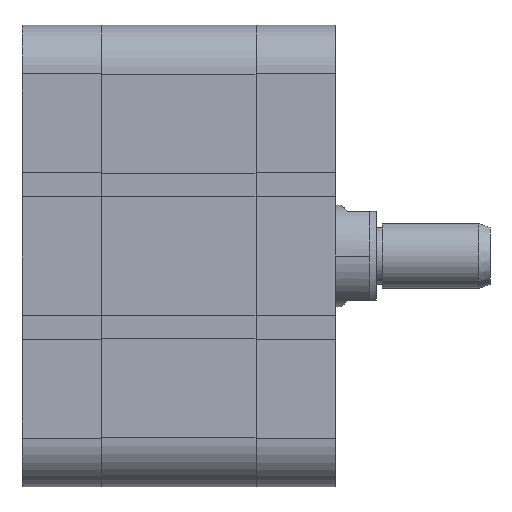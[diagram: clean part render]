
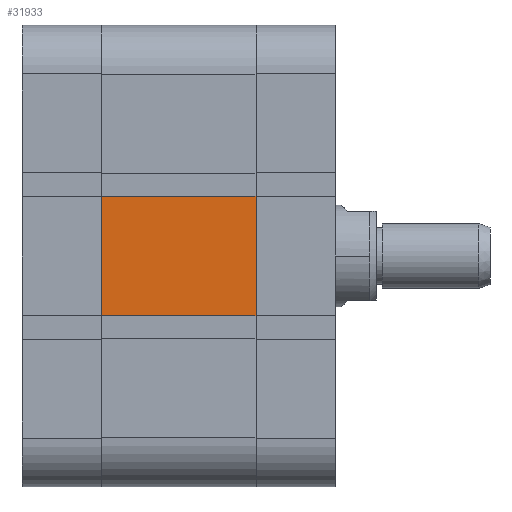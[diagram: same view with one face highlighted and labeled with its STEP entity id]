
A CAD part, front view. The second image highlights one B-rep face of the part: STEP entity #31933.
In plain terms, the highlighted planar face has unit normal (0, -1, 0).
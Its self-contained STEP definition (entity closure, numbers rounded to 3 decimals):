
#157 = VERTEX_POINT ( 'NONE', #7833 ) ;
#377 = EDGE_CURVE ( 'NONE', #1517, #157, #20780, .T. ) ;
#555 = LINE ( 'NONE', #34795, #23887 ) ;
#1183 = DIRECTION ( 'NONE',  ( 0., 0., -1. ) ) ;
#1517 = VERTEX_POINT ( 'NONE', #2542 ) ;
#2512 = CARTESIAN_POINT ( 'NONE',  ( 38., -56.75, -56.75 ) ) ;
#2542 = CARTESIAN_POINT ( 'NONE',  ( 0., -56.75, 14.7 ) ) ;
#2695 = LINE ( 'NONE', #2512, #32020 ) ;
#2732 = ORIENTED_EDGE ( 'NONE', *, *, #31607, .F. ) ;
#2922 = EDGE_CURVE ( 'NONE', #34092, #1517, #13594, .T. ) ;
#2959 = CARTESIAN_POINT ( 'NONE',  ( 38., -56.75, -56.75 ) ) ;
#3469 = ORIENTED_EDGE ( 'NONE', *, *, #377, .T. ) ;
#4085 = AXIS2_PLACEMENT_3D ( 'NONE', #2959, #31754, #5973 ) ;
#5484 = CARTESIAN_POINT ( 'NONE',  ( 38.001, -56.75, 14.7 ) ) ;
#5973 = DIRECTION ( 'NONE',  ( 0., 0., 1. ) ) ;
#7833 = CARTESIAN_POINT ( 'NONE',  ( 0., -56.75, -14.7 ) ) ;
#7954 = DIRECTION ( 'NONE',  ( -1., 0., 0. ) ) ;
#8418 = VERTEX_POINT ( 'NONE', #26719 ) ;
#11006 = DIRECTION ( 'NONE',  ( 0., 0., -1. ) ) ;
#11378 = EDGE_CURVE ( 'NONE', #34092, #8418, #2695, .T. ) ;
#13594 = LINE ( 'NONE', #5484, #17292 ) ;
#15443 = CARTESIAN_POINT ( 'NONE',  ( 38., -56.75, 14.7 ) ) ;
#17292 = VECTOR ( 'NONE', #7954, 1000. ) ;
#20427 = ORIENTED_EDGE ( 'NONE', *, *, #11378, .F. ) ;
#20660 = FACE_OUTER_BOUND ( 'NONE', #24427, .T. ) ;
#20780 = LINE ( 'NONE', #35603, #29287 ) ;
#23528 = DIRECTION ( 'NONE',  ( -1., 0., 0. ) ) ;
#23887 = VECTOR ( 'NONE', #23528, 1000. ) ;
#24276 = ORIENTED_EDGE ( 'NONE', *, *, #2922, .T. ) ;
#24427 = EDGE_LOOP ( 'NONE', ( #24276, #3469, #2732, #20427 ) ) ;
#26719 = CARTESIAN_POINT ( 'NONE',  ( 38., -56.75, -14.7 ) ) ;
#28755 = PLANE ( 'NONE',  #4085 ) ;
#29287 = VECTOR ( 'NONE', #1183, 1000. ) ;
#31607 = EDGE_CURVE ( 'NONE', #8418, #157, #555, .T. ) ;
#31754 = DIRECTION ( 'NONE',  ( 0., 1., 0. ) ) ;
#31933 = ADVANCED_FACE ( 'NONE', ( #20660 ), #28755, .F. ) ;
#32020 = VECTOR ( 'NONE', #11006, 1000. ) ;
#34092 = VERTEX_POINT ( 'NONE', #15443 ) ;
#34795 = CARTESIAN_POINT ( 'NONE',  ( 38.001, -56.75, -14.7 ) ) ;
#35603 = CARTESIAN_POINT ( 'NONE',  ( 0., -56.75, -56.75 ) ) ;
